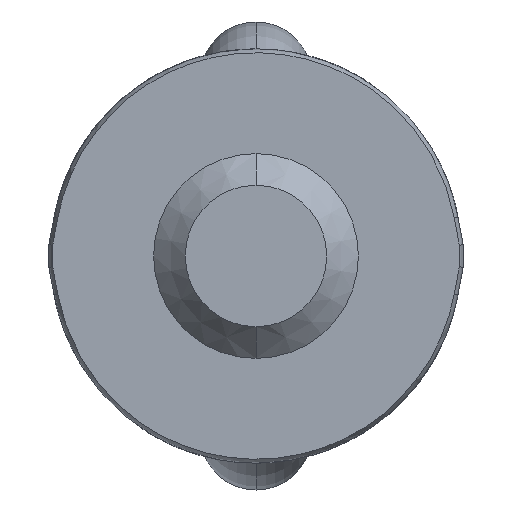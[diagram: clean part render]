
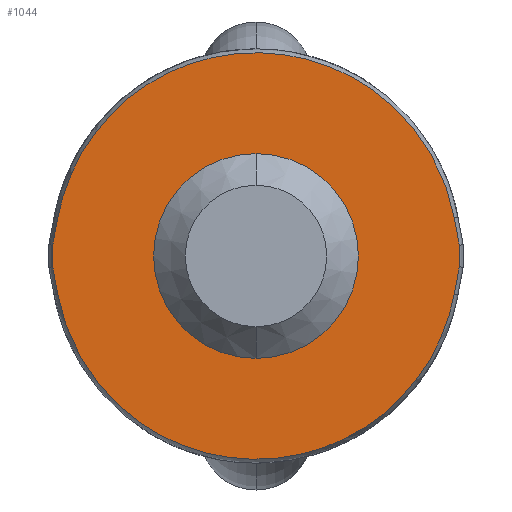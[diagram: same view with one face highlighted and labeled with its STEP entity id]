
A CAD part, front view. The second image highlights one B-rep face of the part: STEP entity #1044.
In plain terms, the highlighted planar face has unit normal (0, -1, 0).
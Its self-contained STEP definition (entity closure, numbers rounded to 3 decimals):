
#1044=ADVANCED_FACE('',(#2079),#2080,.F.);
#2079=FACE_OUTER_BOUND('',#10649,.T.);
#2080=PLANE('',#10650);
#10649=EDGE_LOOP('',(#13285,#13286,#13287,#13288,#13289,#13290,#13291,#13292));
#10650=AXIS2_PLACEMENT_3D('',#13293,#13294,#13295);
#13285=ORIENTED_EDGE('',*,*,#14536,.T.);
#13286=ORIENTED_EDGE('',*,*,#14622,.T.);
#13287=ORIENTED_EDGE('',*,*,#14592,.T.);
#13288=ORIENTED_EDGE('',*,*,#14662,.F.);
#13289=ORIENTED_EDGE('',*,*,#14596,.T.);
#13290=ORIENTED_EDGE('',*,*,#14649,.T.);
#13291=ORIENTED_EDGE('',*,*,#14541,.T.);
#13292=ORIENTED_EDGE('',*,*,#14656,.F.);
#13293=CARTESIAN_POINT('',(0.0,-79.5,0.0));
#13294=DIRECTION('',(0.0,1.0,0.0));
#13295=DIRECTION('',(1.0,0.0,-0.0));
#14536=EDGE_CURVE('',#16375,#16376,#16377,.T.);
#14541=EDGE_CURVE('',#16383,#16384,#16385,.T.);
#14592=EDGE_CURVE('',#16458,#16459,#16460,.T.);
#14596=EDGE_CURVE('',#16464,#16465,#16466,.T.);
#14622=EDGE_CURVE('',#16376,#16458,#16494,.T.);
#14649=EDGE_CURVE('',#16465,#16383,#16525,.T.);
#14656=EDGE_CURVE('',#16375,#16384,#16532,.T.);
#14662=EDGE_CURVE('',#16464,#16459,#16538,.F.);
#16375=VERTEX_POINT('',#25439);
#16376=VERTEX_POINT('',#25440);
#16377=B_SPLINE_CURVE_WITH_KNOTS('',3,(#25441,#25442,#25443,#25444,#25445,#25446),.UNSPECIFIED.,.F.,.F.,(4,2,4),(0.,0.24,0.284),.UNSPECIFIED.);
#16383=VERTEX_POINT('',#25466);
#16384=VERTEX_POINT('',#25467);
#16385=B_SPLINE_CURVE_WITH_KNOTS('',3,(#25468,#25469,#25470,#25471,#25472,#25473),.UNSPECIFIED.,.F.,.F.,(4,2,4),(0.,0.242,1.553),.UNSPECIFIED.);
#16458=VERTEX_POINT('',#25869);
#16459=VERTEX_POINT('',#25870);
#16460=B_SPLINE_CURVE_WITH_KNOTS('',3,(#25871,#25872,#25873,#25874,#25875,#25876),.UNSPECIFIED.,.F.,.F.,(4,2,4),(0.0,0.242,1.553),.UNSPECIFIED.);
#16464=VERTEX_POINT('',#25885);
#16465=VERTEX_POINT('',#25886);
#16466=B_SPLINE_CURVE_WITH_KNOTS('',3,(#25887,#25888,#25889,#25890,#25891,#25892),.UNSPECIFIED.,.F.,.F.,(4,2,4),(0.,0.24,0.284),.UNSPECIFIED.);
#16494=B_SPLINE_CURVE_WITH_KNOTS('',3,(#26261,#26262,#26263,#26264,#26265,#26266,#26267,#26268,#26269,#26270,#26271,#26272,#26273,#26274,#26275,#26276,#26277,#26278,#26279,#26280,#26281,#26282,#26283,#26284,#26285,#26286),.UNSPECIFIED.,.F.,.F.,(4,2,2,2,2,2,2,2,2,2,2,2,4),(0.,0.264,0.461,0.858,1.607,2.357,2.728,3.472,4.219,4.511,4.951,5.168,5.464),.UNSPECIFIED.);
#16525=B_SPLINE_CURVE_WITH_KNOTS('',3,(#26639,#26640,#26641,#26642,#26643,#26644,#26645,#26646,#26647,#26648,#26649,#26650,#26651,#26652,#26653,#26654,#26655,#26656,#26657,#26658,#26659,#26660,#26661,#26662,#26663,#26664),.UNSPECIFIED.,.F.,.F.,(4,2,2,2,2,2,2,2,2,2,2,2,4),(0.0,0.264,0.461,0.858,1.607,2.357,2.728,3.472,4.219,4.511,4.951,5.168,5.464),.UNSPECIFIED.);
#16532=LINE('',#26673,#26674);
#16538=LINE('',#26682,#26683);
#25439=CARTESIAN_POINT('',(41.696,-79.5,2.249));
#25440=CARTESIAN_POINT('',(40.656,-79.5,7.855));
#25441=CARTESIAN_POINT('',(41.696,-79.5,2.249));
#25442=CARTESIAN_POINT('',(41.55,-79.5,3.034));
#25443=CARTESIAN_POINT('',(41.363,-79.5,4.042));
#25444=CARTESIAN_POINT('',(41.141,-79.5,5.239));
#25445=CARTESIAN_POINT('',(40.803,-79.5,7.061));
#25446=CARTESIAN_POINT('',(40.656,-79.5,7.855));
#25466=CARTESIAN_POINT('',(40.656,-79.5,-7.855));
#25467=CARTESIAN_POINT('',(41.696,-79.5,-2.249));
#25468=CARTESIAN_POINT('',(40.656,-79.5,-7.855));
#25469=CARTESIAN_POINT('',(40.803,-79.5,-7.061));
#25470=CARTESIAN_POINT('',(41.141,-79.5,-5.239));
#25471=CARTESIAN_POINT('',(41.363,-79.5,-4.042));
#25472=CARTESIAN_POINT('',(41.55,-79.5,-3.034));
#25473=CARTESIAN_POINT('',(41.696,-79.5,-2.249));
#25869=CARTESIAN_POINT('',(-40.656,-79.5,7.855));
#25870=CARTESIAN_POINT('',(-41.696,-79.5,2.249));
#25871=CARTESIAN_POINT('',(-40.656,-79.5,7.855));
#25872=CARTESIAN_POINT('',(-40.803,-79.5,7.061));
#25873=CARTESIAN_POINT('',(-41.141,-79.5,5.239));
#25874=CARTESIAN_POINT('',(-41.363,-79.5,4.042));
#25875=CARTESIAN_POINT('',(-41.55,-79.5,3.034));
#25876=CARTESIAN_POINT('',(-41.696,-79.5,2.249));
#25885=CARTESIAN_POINT('',(-41.696,-79.5,-2.249));
#25886=CARTESIAN_POINT('',(-40.656,-79.5,-7.855));
#25887=CARTESIAN_POINT('',(-41.696,-79.5,-2.249));
#25888=CARTESIAN_POINT('',(-41.55,-79.5,-3.034));
#25889=CARTESIAN_POINT('',(-41.363,-79.5,-4.042));
#25890=CARTESIAN_POINT('',(-41.141,-79.5,-5.239));
#25891=CARTESIAN_POINT('',(-40.803,-79.5,-7.061));
#25892=CARTESIAN_POINT('',(-40.656,-79.5,-7.855));
#26261=CARTESIAN_POINT('',(40.656,-79.5,7.855));
#26262=CARTESIAN_POINT('',(40.495,-79.5,8.721));
#26263=CARTESIAN_POINT('',(40.2,-79.5,10.19));
#26264=CARTESIAN_POINT('',(39.262,-79.5,13.377));
#26265=CARTESIAN_POINT('',(38.793,-79.5,14.716));
#26266=CARTESIAN_POINT('',(37.171,-79.5,18.675));
#26267=CARTESIAN_POINT('',(35.815,-79.5,21.201));
#26268=CARTESIAN_POINT('',(31.184,-79.5,28.027));
#26269=CARTESIAN_POINT('',(27.308,-79.5,31.86));
#26270=CARTESIAN_POINT('',(18.296,-79.5,37.819));
#26271=CARTESIAN_POINT('',(13.247,-79.5,39.888));
#26272=CARTESIAN_POINT('',(5.323,-79.5,41.439));
#26273=CARTESIAN_POINT('',(2.657,-79.5,41.697));
#26274=CARTESIAN_POINT('',(-5.374,-79.5,41.695));
#26275=CARTESIAN_POINT('',(-10.671,-79.5,40.651));
#26276=CARTESIAN_POINT('',(-20.574,-79.5,36.611));
#26277=CARTESIAN_POINT('',(-25.096,-79.5,33.646));
#26278=CARTESIAN_POINT('',(-30.444,-79.5,28.404));
#26279=CARTESIAN_POINT('',(-31.839,-79.5,26.81));
#26280=CARTESIAN_POINT('',(-35.006,-79.5,22.576));
#26281=CARTESIAN_POINT('',(-36.611,-79.5,19.819));
#26282=CARTESIAN_POINT('',(-38.515,-79.5,15.46));
#26283=CARTESIAN_POINT('',(-39.063,-79.5,13.982));
#26284=CARTESIAN_POINT('',(-40.152,-79.5,10.429));
#26285=CARTESIAN_POINT('',(-40.483,-79.5,8.788));
#26286=CARTESIAN_POINT('',(-40.656,-79.5,7.855));
#26639=CARTESIAN_POINT('',(-40.656,-79.5,-7.855));
#26640=CARTESIAN_POINT('',(-40.495,-79.5,-8.721));
#26641=CARTESIAN_POINT('',(-40.2,-79.5,-10.19));
#26642=CARTESIAN_POINT('',(-39.262,-79.5,-13.377));
#26643=CARTESIAN_POINT('',(-38.793,-79.5,-14.716));
#26644=CARTESIAN_POINT('',(-37.171,-79.5,-18.675));
#26645=CARTESIAN_POINT('',(-35.815,-79.5,-21.201));
#26646=CARTESIAN_POINT('',(-31.184,-79.5,-28.027));
#26647=CARTESIAN_POINT('',(-27.308,-79.5,-31.86));
#26648=CARTESIAN_POINT('',(-18.296,-79.5,-37.819));
#26649=CARTESIAN_POINT('',(-13.247,-79.5,-39.888));
#26650=CARTESIAN_POINT('',(-5.323,-79.5,-41.439));
#26651=CARTESIAN_POINT('',(-2.657,-79.5,-41.697));
#26652=CARTESIAN_POINT('',(5.374,-79.5,-41.695));
#26653=CARTESIAN_POINT('',(10.671,-79.5,-40.651));
#26654=CARTESIAN_POINT('',(20.574,-79.5,-36.611));
#26655=CARTESIAN_POINT('',(25.096,-79.5,-33.646));
#26656=CARTESIAN_POINT('',(30.444,-79.5,-28.404));
#26657=CARTESIAN_POINT('',(31.839,-79.5,-26.81));
#26658=CARTESIAN_POINT('',(35.006,-79.5,-22.576));
#26659=CARTESIAN_POINT('',(36.611,-79.5,-19.819));
#26660=CARTESIAN_POINT('',(38.515,-79.5,-15.46));
#26661=CARTESIAN_POINT('',(39.063,-79.5,-13.982));
#26662=CARTESIAN_POINT('',(40.152,-79.5,-10.429));
#26663=CARTESIAN_POINT('',(40.483,-79.5,-8.788));
#26664=CARTESIAN_POINT('',(40.656,-79.5,-7.855));
#26673=CARTESIAN_POINT('',(41.696,-79.5,2.249));
#26674=VECTOR('',#27924,4.498);
#26682=CARTESIAN_POINT('',(-41.696,-79.5,2.249));
#26683=VECTOR('',#27927,4.498);
#27924=DIRECTION('',(0.0,0.0,-1.0));
#27927=DIRECTION('',(0.0,0.0,-1.0));
